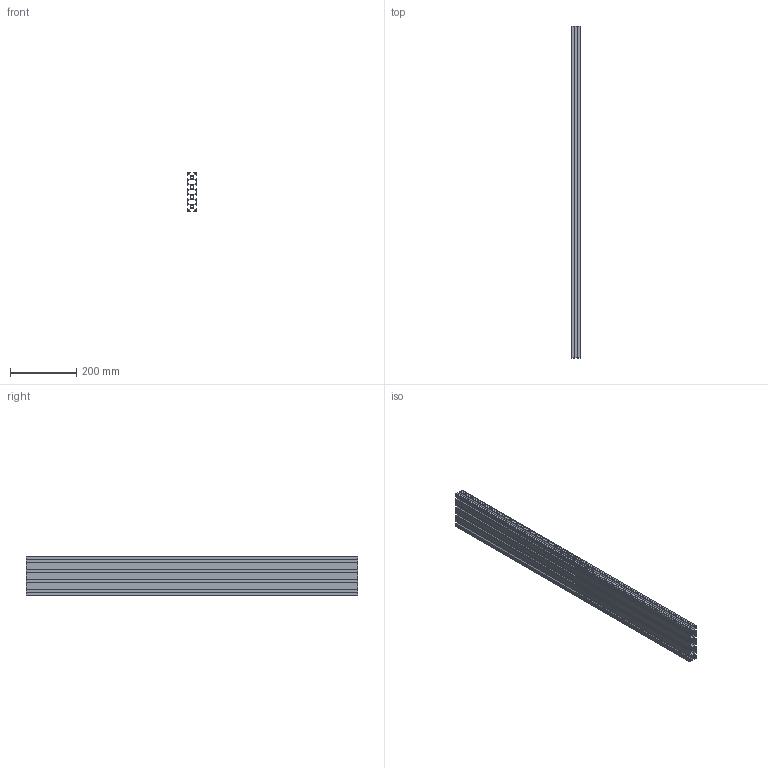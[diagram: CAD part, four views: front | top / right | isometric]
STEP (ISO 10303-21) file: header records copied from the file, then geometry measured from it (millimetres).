
FILE_DESCRIPTION(('STEP AP203'),'1');
FILE_NAME('BASE08B0035.stp','2023-10-13T08:36:55',(' '),(' '),'Spatial InterOp 3D',' ',' ');
FILE_SCHEMA(('CONFIG_CONTROL_DESIGN'));
Length unit declared in the file: millimetre
Products named in the file (1): Profilé 8 120x30
Bounding box: 30 x 1000 x 120 mm (x, y, z)
Volume: 1030946 mm3; surface area: 1054896.8 mm2
Topology: 1 solids, 1 shells, 270 faces, 804 edges, 536 vertices
Faces by surface type: plane 246, cylinder 24
Entity records: 9082 total; most frequent: CARTESIAN_POINT 1611, ORIENTED_EDGE 1608, DIRECTION 1394, EDGE_CURVE 804, LINE 756, VECTOR 756, VERTEX_POINT 536, AXIS2_PLACEMENT_3D 319
